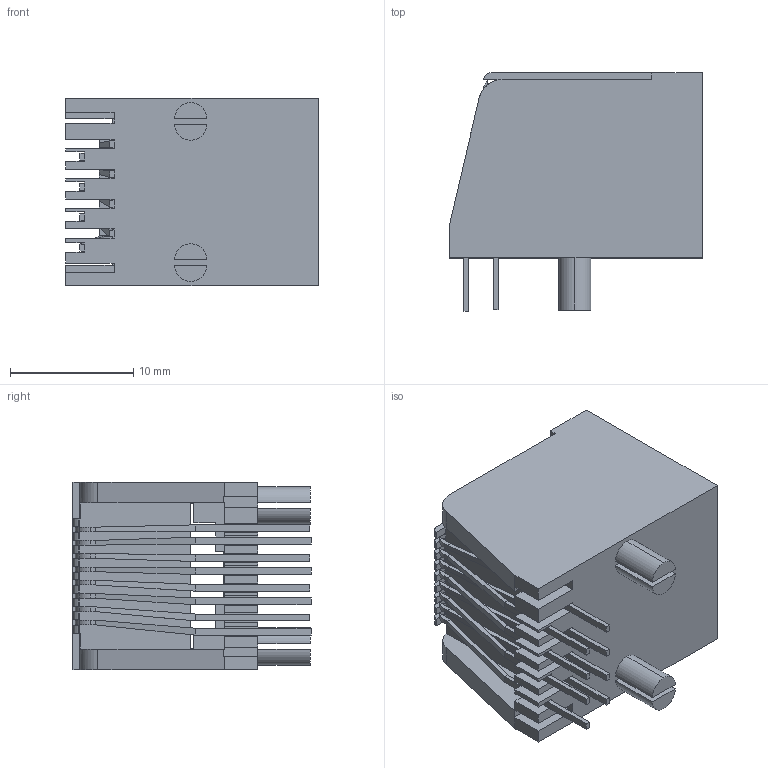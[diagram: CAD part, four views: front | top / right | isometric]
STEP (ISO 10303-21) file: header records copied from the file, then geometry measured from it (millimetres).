
FILE_DESCRIPTION (( 'STEP AP214' ), '1' );
FILE_NAME ('Cat5 Jack.STEP', '2019-05-28T14:16:14', ( '' ), ( '' ), 'SwSTEP 2.0', 'SolidWorks 2018', '' );
FILE_SCHEMA (( 'AUTOMOTIVE_DESIGN' ));
Length unit declared in the file: inch
Products named in the file (1): Cat5 Jack
Bounding box: 20.54 x 19.34 x 15.24 mm (x, y, z)
Volume: 2491.2 mm3; surface area: 3157.8 mm2
Topology: 1 solids, 1 shells, 399 faces, 1158 edges, 724 vertices
Faces by surface type: plane 358, cylinder 41
Entity records: 15318 total; most frequent: CARTESIAN_POINT 2318, ORIENTED_EDGE 2316, DIRECTION 2030, EDGE_CURVE 1158, LINE 1062, VECTOR 1062, VERTEX_POINT 724, AXIS2_PLACEMENT_3D 484
